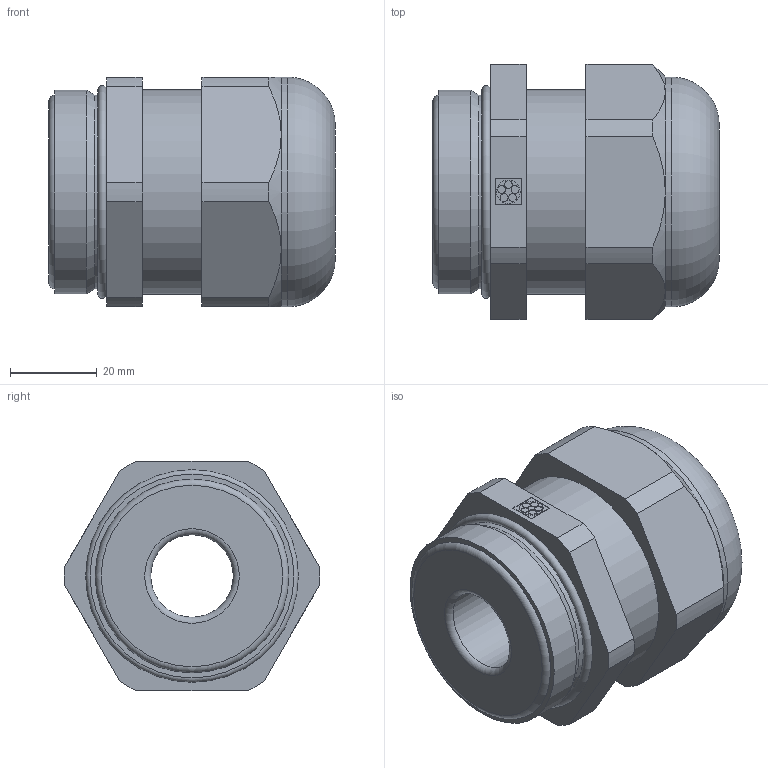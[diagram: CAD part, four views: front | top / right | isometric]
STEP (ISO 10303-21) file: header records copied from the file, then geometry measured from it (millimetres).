
FILE_DESCRIPTION( ( 'STEP AP214' ), '1' );
FILE_NAME( 'SKINTOP ST PG 36 Art. Nr. 53015070(F=19).stp', '2020-06-03T09:07:01', ( 'License CC BY-ND 4.0' ), ( 'CADENAS' ), ' ', 'PARTsolutions', ' ' );
FILE_SCHEMA( ( 'AUTOMOTIVE_DESIGN { 1 0 10303 214 1 1 1 1 }' ) );
Length unit declared in the file: millimetre
Products named in the file (1): _SKINTOP ST PG 36      Art. Nr. 53015070(F=19)
Bounding box: 66 x 58.78 x 53 mm (x, y, z)
Volume: 103952 mm3; surface area: 22539.5 mm2
Topology: 1 solids, 1 shells, 76 faces, 188 edges, 121 vertices
Faces by surface type: plane 35, cylinder 28, cone 7, torus 6
Full cylindrical faces by diameter (mm): 19 x1, 44.65 x2, 47 x1, 47.2 x1, 53 x1
Entity records: 2890 total; most frequent: CARTESIAN_POINT 472, DIRECTION 384, ORIENTED_EDGE 348, EDGE_CURVE 174, AXIS2_PLACEMENT_3D 145, VERTEX_POINT 121, EDGE_LOOP 98, LINE 94
